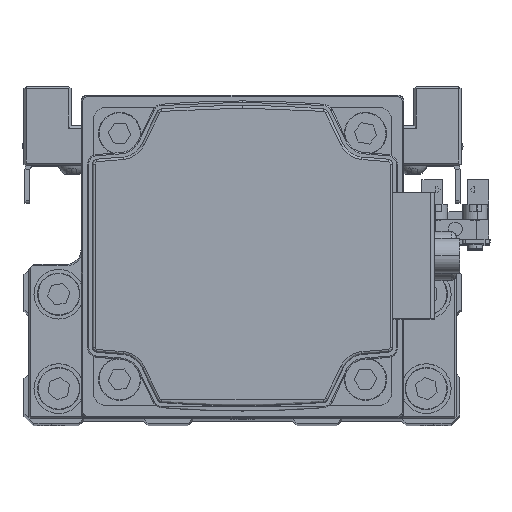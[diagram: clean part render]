
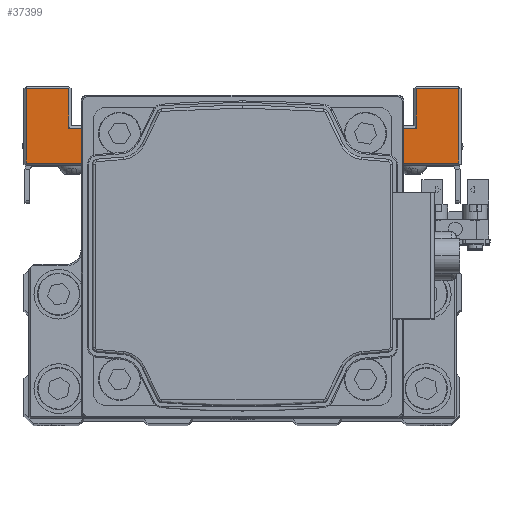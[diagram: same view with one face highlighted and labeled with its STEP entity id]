
A CAD part, top view. The second image highlights one B-rep face of the part: STEP entity #37399.
In plain terms, the highlighted face is planar.
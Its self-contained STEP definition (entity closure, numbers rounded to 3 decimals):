
#399 = VERTEX_POINT ( 'NONE', #16316 ) ;
#402 = AXIS2_PLACEMENT_3D ( 'NONE', #20621, #33263, #4927 ) ;
#977 = VECTOR ( 'NONE', #5260, 1000. ) ;
#1321 = EDGE_CURVE ( 'NONE', #32911, #6955, #17373, .T. ) ;
#1667 = CARTESIAN_POINT ( 'NONE',  ( 57.5, 8., -20. ) ) ;
#1678 = DIRECTION ( 'NONE',  ( 0., -1., 0. ) ) ;
#1888 = CARTESIAN_POINT ( 'NONE',  ( 57.5, 23., -43.5 ) ) ;
#3361 = VECTOR ( 'NONE', #30322, 1000. ) ;
#3517 = EDGE_CURVE ( 'NONE', #399, #35588, #5093, .T. ) ;
#4411 = CARTESIAN_POINT ( 'NONE',  ( 57.5, 7.5, -20. ) ) ;
#4534 = ORIENTED_EDGE ( 'NONE', *, *, #17227, .T. ) ;
#4927 = DIRECTION ( 'NONE',  ( 0., 0., 1. ) ) ;
#5093 = LINE ( 'NONE', #17686, #3361 ) ;
#5260 = DIRECTION ( 'NONE',  ( 0., 0., -1. ) ) ;
#5375 = VECTOR ( 'NONE', #36123, 1000. ) ;
#5806 = EDGE_CURVE ( 'NONE', #29246, #33351, #35947, .T. ) ;
#6639 = ORIENTED_EDGE ( 'NONE', *, *, #11012, .T. ) ;
#6803 = CARTESIAN_POINT ( 'NONE',  ( 57.5, -7.5, 20. ) ) ;
#6955 = VERTEX_POINT ( 'NONE', #6803 ) ;
#7288 = ORIENTED_EDGE ( 'NONE', *, *, #36378, .F. ) ;
#7608 = CARTESIAN_POINT ( 'NONE',  ( 57.5, 7.5, 43.5 ) ) ;
#7642 = LINE ( 'NONE', #20245, #8762 ) ;
#7677 = LINE ( 'NONE', #20279, #22516 ) ;
#7760 = CARTESIAN_POINT ( 'NONE',  ( 57.5, 7.5, 35. ) ) ;
#7775 = CARTESIAN_POINT ( 'NONE',  ( 57.5, 23., -35. ) ) ;
#8019 = PLANE ( 'NONE',  #402 ) ;
#8729 = EDGE_LOOP ( 'NONE', ( #7288, #33921, #6639, #23849, #15949, #32512, #4534, #23964, #20299, #23674, #35391, #37447 ) ) ;
#8762 = VECTOR ( 'NONE', #32874, 1000. ) ;
#9622 = EDGE_CURVE ( 'NONE', #18893, #23408, #40709, .T. ) ;
#10677 = EDGE_CURVE ( 'NONE', #11022, #18893, #7677, .T. ) ;
#10871 = LINE ( 'NONE', #23485, #5375 ) ;
#11012 = EDGE_CURVE ( 'NONE', #35588, #34676, #10871, .T. ) ;
#11022 = VERTEX_POINT ( 'NONE', #7775 ) ;
#12041 = EDGE_CURVE ( 'NONE', #33351, #32911, #29998, .T. ) ;
#12277 = VECTOR ( 'NONE', #38849, 1000. ) ;
#12345 = CARTESIAN_POINT ( 'NONE',  ( 57.5, 15., 34.5 ) ) ;
#13510 = CARTESIAN_POINT ( 'NONE',  ( 57.5, 23., 35. ) ) ;
#13608 = LINE ( 'NONE', #26230, #12277 ) ;
#14272 = DIRECTION ( 'NONE',  ( 0., 0., -1. ) ) ;
#15072 = VECTOR ( 'NONE', #20209, 1000. ) ;
#15096 = VECTOR ( 'NONE', #1678, 1000. ) ;
#15459 = EDGE_CURVE ( 'NONE', #29489, #29246, #7642, .T. ) ;
#15949 = ORIENTED_EDGE ( 'NONE', *, *, #10677, .T. ) ;
#16316 = CARTESIAN_POINT ( 'NONE',  ( 57.5, 8., -20. ) ) ;
#16951 = CARTESIAN_POINT ( 'NONE',  ( 57.5, 15., 35. ) ) ;
#17016 = DIRECTION ( 'NONE',  ( 0., -1., 0. ) ) ;
#17227 = EDGE_CURVE ( 'NONE', #23408, #29489, #36107, .T. ) ;
#17335 = EDGE_CURVE ( 'NONE', #6955, #26281, #20968, .T. ) ;
#17373 = LINE ( 'NONE', #30008, #15096 ) ;
#17686 = CARTESIAN_POINT ( 'NONE',  ( 57.5, 8., -20. ) ) ;
#18521 = EDGE_CURVE ( 'NONE', #34676, #11022, #13608, .T. ) ;
#18893 = VERTEX_POINT ( 'NONE', #34885 ) ;
#19247 = VECTOR ( 'NONE', #24952, 1000. ) ;
#20209 = DIRECTION ( 'NONE',  ( 0., -1., 0. ) ) ;
#20245 = CARTESIAN_POINT ( 'NONE',  ( 57.5, 23., 44. ) ) ;
#20279 = CARTESIAN_POINT ( 'NONE',  ( 57.5, 7.5, -35. ) ) ;
#20299 = ORIENTED_EDGE ( 'NONE', *, *, #5806, .T. ) ;
#20361 = DIRECTION ( 'NONE',  ( 0., 1., 0. ) ) ;
#20621 = CARTESIAN_POINT ( 'NONE',  ( 57.5, 7.5, -20. ) ) ;
#20968 = LINE ( 'NONE', #33602, #977 ) ;
#22516 = VECTOR ( 'NONE', #32910, 1000. ) ;
#22745 = VECTOR ( 'NONE', #20361, 1000. ) ;
#23207 = LINE ( 'NONE', #4411, #27415 ) ;
#23408 = VERTEX_POINT ( 'NONE', #16951 ) ;
#23485 = CARTESIAN_POINT ( 'NONE',  ( 57.5, 7.5, -43.5 ) ) ;
#23674 = ORIENTED_EDGE ( 'NONE', *, *, #12041, .T. ) ;
#23849 = ORIENTED_EDGE ( 'NONE', *, *, #18521, .T. ) ;
#23964 = ORIENTED_EDGE ( 'NONE', *, *, #15459, .T. ) ;
#24952 = DIRECTION ( 'NONE',  ( 0., 0., 1. ) ) ;
#26230 = CARTESIAN_POINT ( 'NONE',  ( 57.5, 23., -34.5 ) ) ;
#26281 = VERTEX_POINT ( 'NONE', #34353 ) ;
#26903 = CARTESIAN_POINT ( 'NONE',  ( 57.5, 8., 20. ) ) ;
#27415 = VECTOR ( 'NONE', #17016, 1000. ) ;
#29246 = VERTEX_POINT ( 'NONE', #40038 ) ;
#29489 = VERTEX_POINT ( 'NONE', #13510 ) ;
#29879 = VECTOR ( 'NONE', #14272, 1000. ) ;
#29998 = LINE ( 'NONE', #1667, #29879 ) ;
#30008 = CARTESIAN_POINT ( 'NONE',  ( 57.5, 7.5, 20. ) ) ;
#30322 = DIRECTION ( 'NONE',  ( 0., 0., -1. ) ) ;
#32512 = ORIENTED_EDGE ( 'NONE', *, *, #9622, .T. ) ;
#32874 = DIRECTION ( 'NONE',  ( 0., 0., 1. ) ) ;
#32910 = DIRECTION ( 'NONE',  ( 0., -1., 0. ) ) ;
#32911 = VERTEX_POINT ( 'NONE', #26903 ) ;
#33263 = DIRECTION ( 'NONE',  ( -1., 0., 0. ) ) ;
#33351 = VERTEX_POINT ( 'NONE', #36779 ) ;
#33602 = CARTESIAN_POINT ( 'NONE',  ( 57.5, -7.5, -20. ) ) ;
#33921 = ORIENTED_EDGE ( 'NONE', *, *, #3517, .T. ) ;
#34353 = CARTESIAN_POINT ( 'NONE',  ( 57.5, -7.5, -20. ) ) ;
#34676 = VERTEX_POINT ( 'NONE', #1888 ) ;
#34885 = CARTESIAN_POINT ( 'NONE',  ( 57.5, 15., -35. ) ) ;
#35391 = ORIENTED_EDGE ( 'NONE', *, *, #1321, .T. ) ;
#35588 = VERTEX_POINT ( 'NONE', #40213 ) ;
#35947 = LINE ( 'NONE', #7608, #15072 ) ;
#36107 = LINE ( 'NONE', #7760, #22745 ) ;
#36123 = DIRECTION ( 'NONE',  ( 0., 1., 0. ) ) ;
#36356 = FACE_OUTER_BOUND ( 'NONE', #8729, .T. ) ;
#36378 = EDGE_CURVE ( 'NONE', #399, #26281, #23207, .T. ) ;
#36779 = CARTESIAN_POINT ( 'NONE',  ( 57.5, 8., 43.5 ) ) ;
#37399 = ADVANCED_FACE ( 'NONE', ( #36356 ), #8019, .F. ) ;
#37447 = ORIENTED_EDGE ( 'NONE', *, *, #17335, .T. ) ;
#38849 = DIRECTION ( 'NONE',  ( 0., 0., 1. ) ) ;
#40038 = CARTESIAN_POINT ( 'NONE',  ( 57.5, 23., 43.5 ) ) ;
#40213 = CARTESIAN_POINT ( 'NONE',  ( 57.5, 8., -43.5 ) ) ;
#40709 = LINE ( 'NONE', #12345, #19247 ) ;
